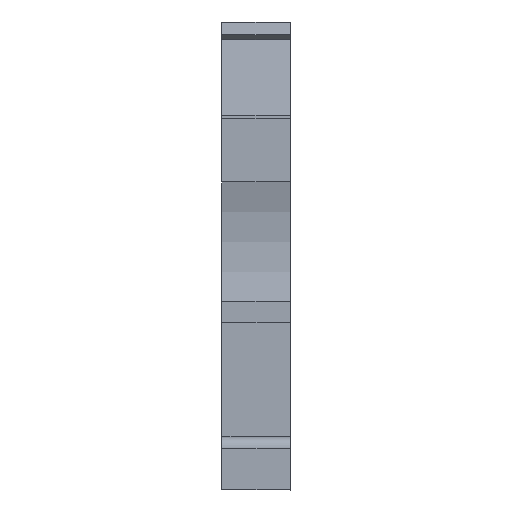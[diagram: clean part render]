
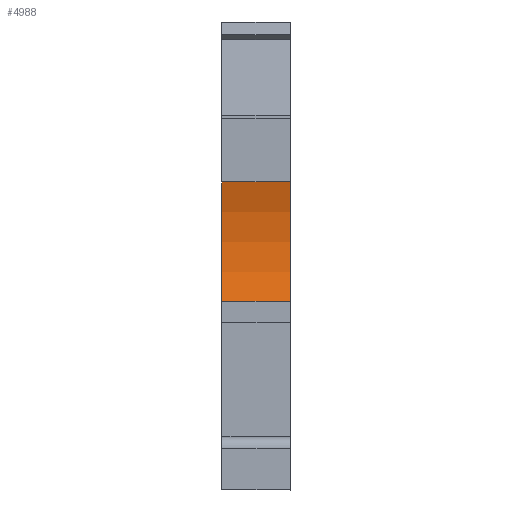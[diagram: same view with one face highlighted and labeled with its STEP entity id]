
A CAD part, front view. The second image highlights one B-rep face of the part: STEP entity #4988.
In plain terms, the highlighted cylindrical face has radius 15 mm (diameter 30 mm), a partial arc.
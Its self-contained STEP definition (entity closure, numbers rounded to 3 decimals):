
#380=CYLINDRICAL_SURFACE('',#5305,15.);
#443=CIRCLE('',#5031,15.);
#456=CIRCLE('',#5045,15.);
#568=VERTEX_POINT('',#6495);
#569=VERTEX_POINT('',#6497);
#622=VERTEX_POINT('',#6604);
#623=VERTEX_POINT('',#6606);
#1504=VECTOR('',#6267,1.);
#1505=VECTOR('',#6270,1.);
#2078=LINE('',#8980,#1504);
#2079=LINE('',#8982,#1505);
#2188=EDGE_CURVE('',#568,#569,#443,.T.);
#2242=EDGE_CURVE('',#623,#622,#456,.T.);
#2776=EDGE_CURVE('',#623,#568,#2078,.T.);
#2777=EDGE_CURVE('',#622,#569,#2079,.T.);
#4115=ORIENTED_EDGE('',*,*,#2777,.T.);
#4116=ORIENTED_EDGE('',*,*,#2188,.F.);
#4117=ORIENTED_EDGE('',*,*,#2776,.F.);
#4118=ORIENTED_EDGE('',*,*,#2242,.T.);
#4485=EDGE_LOOP('',(#4115,#4116,#4117,#4118));
#4739=FACE_BOUND('',#4485,.T.);
#4988=ADVANCED_FACE('',(#4739),#380,.F.);
#5031=AXIS2_PLACEMENT_3D('',#6496,#5419,#5420);
#5045=AXIS2_PLACEMENT_3D('',#6605,#5487,#5488);
#5305=AXIS2_PLACEMENT_3D('',#8981,#6268,#6269);
#5419=DIRECTION('',(0.,0.,-1.));
#5420=DIRECTION('',(15.,0.,0.));
#5487=DIRECTION('',(0.,0.,-1.));
#5488=DIRECTION('',(15.,0.,0.));
#6267=DIRECTION('',(0.,0.,1.));
#6268=DIRECTION('',(0.,0.,-1.));
#6269=DIRECTION('',(15.,0.,0.));
#6270=DIRECTION('',(0.,0.,1.));
#6495=CARTESIAN_POINT('',(-3.031,17.292,0.));
#6496=CARTESIAN_POINT('',(-16.685,11.081,0.));
#6497=CARTESIAN_POINT('',(-1.934,8.359,0.));
#6604=CARTESIAN_POINT('',(-1.934,8.359,-5.15));
#6605=CARTESIAN_POINT('',(-16.685,11.081,-5.15));
#6606=CARTESIAN_POINT('',(-3.031,17.292,-5.15));
#8980=CARTESIAN_POINT('',(-3.031,17.292,-5.15));
#8981=CARTESIAN_POINT('',(-16.685,11.081,-5.15));
#8982=CARTESIAN_POINT('',(-1.934,8.359,-5.15));
